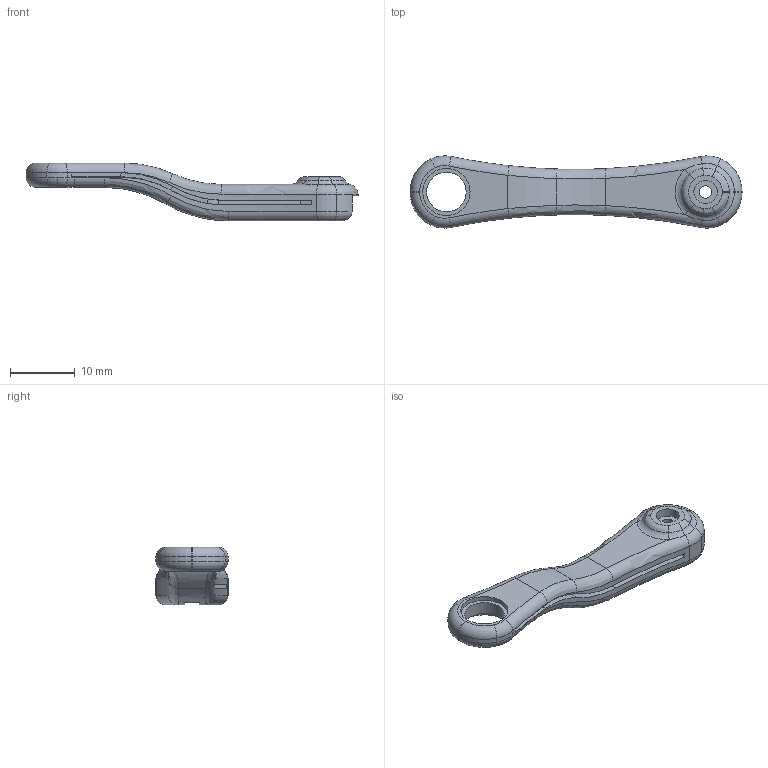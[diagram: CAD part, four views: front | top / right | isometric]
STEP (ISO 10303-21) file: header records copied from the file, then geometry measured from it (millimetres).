
FILE_DESCRIPTION(/* description */ (''),/* implementation_level */ '2;1');
FILE_NAME(/* name */ '',/* time_stamp */ '2024-06-09T02:06:52-04:00',/* author */ (''),/* organization */ (''),/* preprocessor_version */ 'ST-DEVELOPER v20',/* originating_system */ 'Autodesk Translation Framework v13.14.0.145',/* authorisation */ '');
FILE_SCHEMA (('AUTOMOTIVE_DESIGN { 1 0 10303 214 3 1 1 }'));
Length unit declared in the file: millimetre
Products named in the file (1): linkage_up_bone_left_ver
Bounding box: 51.25 x 11.14 x 8.95 mm (x, y, z)
Volume: 1461.6 mm3; surface area: 1701.5 mm2
Topology: 1 solids, 1 shells, 123 faces, 302 edges, 182 vertices
Faces by surface type: torus 31, bspline 31, cylinder 30, plane 28, cone 3
Full cylindrical faces by diameter (mm): 1.9 x1, 3.6 x1, 6.1 x1, 7.3 x1, 8.2 x1
Entity records: 4396 total; most frequent: CARTESIAN_POINT 1540, ORIENTED_EDGE 604, DIRECTION 587, EDGE_CURVE 302, AXIS2_PLACEMENT_3D 250, VERTEX_POINT 182, CIRCLE 153, EDGE_LOOP 130
